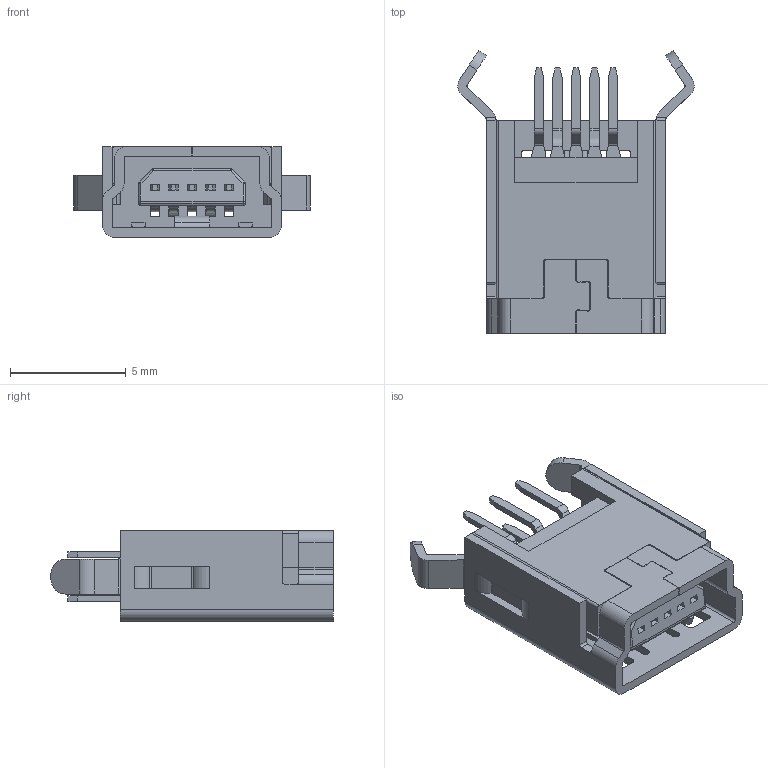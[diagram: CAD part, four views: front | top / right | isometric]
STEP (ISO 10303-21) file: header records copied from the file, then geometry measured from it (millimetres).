
FILE_DESCRIPTION(/* description */ ('Unknown'),/* implementation_level */ '2;1');
FILE_NAME(/* name */ '651005136421',/* time_stamp */ '2021-04-12T09:11:55+02:00',/* author */ ('Unknown'),/* organization */ ('Unknown'),/* preprocessor_version */ 'ST-DEVELOPER v16.7',/* originating_system */ 'Solid Edge',/* authorisation */ 'Unknown');
FILE_SCHEMA (('AUTOMOTIVE_DESIGN {1 0 10303 214 3 1 1}'));
Length unit declared in the file: millimetre
Products named in the file (5): 651005136421; 651005136421_Shielding; 651005136421_Housing; 651005136421_Pin1; 651005136421_Pin2
Assembly tree (7 placements, depth 2):
  651005136421
    651005136421_Shielding
    651005136421_Housing
    651005136421_Pin1  x3
    651005136421_Pin2  x2
Bounding box: 10.2 x 12.2 x 3.9 mm (x, y, z)
Volume: 148.1 mm3; surface area: 760.2 mm2
Topology: 7 solids, 7 shells, 556 faces, 1577 edges, 1018 vertices
Faces by surface type: plane 374, cylinder 176, sphere 6
Entity records: 15135 total; most frequent: CARTESIAN_POINT 2609, ORIENTED_EDGE 2546, DIRECTION 2431, EDGE_CURVE 1273, LINE 975, VECTOR 975, VERTEX_POINT 826, AXIS2_PLACEMENT_3D 728
